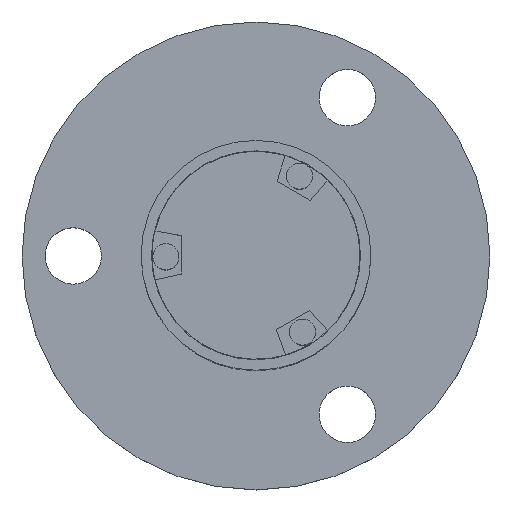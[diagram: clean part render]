
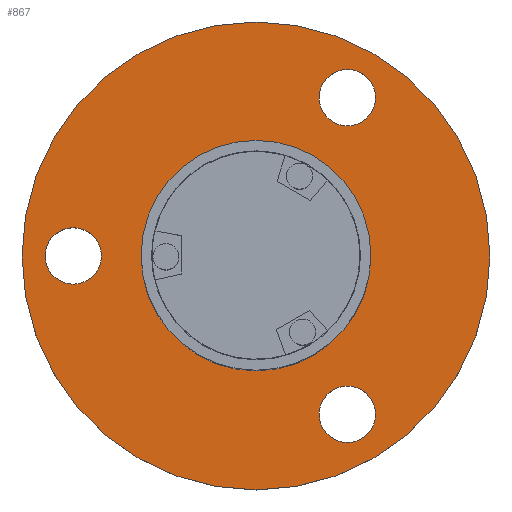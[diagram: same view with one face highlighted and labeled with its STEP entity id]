
A CAD part, top view. The second image highlights one B-rep face of the part: STEP entity #867.
In plain terms, the highlighted planar face has unit normal (0, 0, 1).
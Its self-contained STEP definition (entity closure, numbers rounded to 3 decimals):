
#1 = DIRECTION ( 'NONE',  ( -1., 0., 0. ) ) ;
#13 = EDGE_CURVE ( 'NONE', #1548, #531, #362, .T. ) ;
#65 = ORIENTED_EDGE ( 'NONE', *, *, #1642, .F. ) ;
#79 = DIRECTION ( 'NONE',  ( 0., 0., 1. ) ) ;
#80 = CIRCLE ( 'NONE', #1691, 2.7 ) ;
#99 = DIRECTION ( 'NONE',  ( -1., 0., 0. ) ) ;
#155 = EDGE_LOOP ( 'NONE', ( #703, #1833 ) ) ;
#224 = AXIS2_PLACEMENT_3D ( 'NONE', #1544, #699, #1683 ) ;
#260 = DIRECTION ( 'NONE',  ( 0., 0., 1. ) ) ;
#266 = CARTESIAN_POINT ( 'NONE',  ( -17.5, 0., 17. ) ) ;
#296 = VERTEX_POINT ( 'NONE', #1733 ) ;
#311 = ORIENTED_EDGE ( 'NONE', *, *, #965, .F. ) ;
#362 = CIRCLE ( 'NONE', #224, 11. ) ;
#371 = CIRCLE ( 'NONE', #1448, 2.7 ) ;
#389 = CIRCLE ( 'NONE', #1204, 2.7 ) ;
#406 = DIRECTION ( 'NONE',  ( -1., 0., 0. ) ) ;
#413 = DIRECTION ( 'NONE',  ( -1., 0., 0. ) ) ;
#426 = CARTESIAN_POINT ( 'NONE',  ( 11.45, 15.155, 17. ) ) ;
#433 = AXIS2_PLACEMENT_3D ( 'NONE', #1801, #950, #99 ) ;
#459 = EDGE_CURVE ( 'NONE', #531, #1548, #1492, .T. ) ;
#465 = EDGE_CURVE ( 'NONE', #1443, #1779, #1778, .T. ) ;
#513 = DIRECTION ( 'NONE',  ( 0., 0., -1. ) ) ;
#524 = AXIS2_PLACEMENT_3D ( 'NONE', #1373, #513, #1508 ) ;
#531 = VERTEX_POINT ( 'NONE', #1240 ) ;
#557 = EDGE_CURVE ( 'NONE', #1726, #296, #389, .T. ) ;
#574 = CIRCLE ( 'NONE', #1446, 22.4 ) ;
#599 = DIRECTION ( 'NONE',  ( 0., 0., 1. ) ) ;
#602 = EDGE_LOOP ( 'NONE', ( #1405, #1357 ) ) ;
#623 = CARTESIAN_POINT ( 'NONE',  ( 0., 0., 17. ) ) ;
#651 = VERTEX_POINT ( 'NONE', #972 ) ;
#653 = AXIS2_PLACEMENT_3D ( 'NONE', #1831, #1261, #413 ) ;
#685 = DIRECTION ( 'NONE',  ( 0., 0., -1. ) ) ;
#699 = DIRECTION ( 'NONE',  ( 0., 0., -1. ) ) ;
#703 = ORIENTED_EDGE ( 'NONE', *, *, #465, .F. ) ;
#767 = DIRECTION ( 'NONE',  ( -1., 0., 0. ) ) ;
#816 = EDGE_CURVE ( 'NONE', #1779, #1443, #371, .T. ) ;
#842 = CARTESIAN_POINT ( 'NONE',  ( -14.8, 0., 17. ) ) ;
#843 = DIRECTION ( 'NONE',  ( 0., 0., 1. ) ) ;
#867 = ADVANCED_FACE ( 'NONE', ( #1410, #1364, #1035, #1501, #990 ), #980, .F. ) ;
#893 = VERTEX_POINT ( 'NONE', #842 ) ;
#929 = CARTESIAN_POINT ( 'NONE',  ( 8.75, 15.155, 17. ) ) ;
#935 = ORIENTED_EDGE ( 'NONE', *, *, #557, .F. ) ;
#950 = DIRECTION ( 'NONE',  ( 0., 0., 1. ) ) ;
#965 = EDGE_CURVE ( 'NONE', #1080, #893, #1042, .T. ) ;
#972 = CARTESIAN_POINT ( 'NONE',  ( 22.4, 0., 17. ) ) ;
#980 = PLANE ( 'NONE',  #653 ) ;
#990 = FACE_OUTER_BOUND ( 'NONE', #602, .T. ) ;
#1009 = CARTESIAN_POINT ( 'NONE',  ( 11.45, -15.155, 17. ) ) ;
#1035 = FACE_BOUND ( 'NONE', #1646, .T. ) ;
#1042 = CIRCLE ( 'NONE', #1223, 2.7 ) ;
#1051 = CARTESIAN_POINT ( 'NONE',  ( -11., 0., 17. ) ) ;
#1060 = ORIENTED_EDGE ( 'NONE', *, *, #459, .T. ) ;
#1076 = DIRECTION ( 'NONE',  ( -1., 0., 0. ) ) ;
#1080 = VERTEX_POINT ( 'NONE', #1196 ) ;
#1110 = CARTESIAN_POINT ( 'NONE',  ( 8.75, -15.155, 17. ) ) ;
#1173 = ORIENTED_EDGE ( 'NONE', *, *, #1583, .F. ) ;
#1196 = CARTESIAN_POINT ( 'NONE',  ( -20.2, 0., 17. ) ) ;
#1204 = AXIS2_PLACEMENT_3D ( 'NONE', #1689, #843, #1 ) ;
#1222 = AXIS2_PLACEMENT_3D ( 'NONE', #929, #79, #1076 ) ;
#1223 = AXIS2_PLACEMENT_3D ( 'NONE', #1460, #599, #1601 ) ;
#1240 = CARTESIAN_POINT ( 'NONE',  ( 11., 0., 17. ) ) ;
#1249 = DIRECTION ( 'NONE',  ( -1., 0., 0. ) ) ;
#1255 = DIRECTION ( 'NONE',  ( 0., 0., 1. ) ) ;
#1261 = DIRECTION ( 'NONE',  ( 0., 0., -1. ) ) ;
#1264 = EDGE_CURVE ( 'NONE', #651, #1794, #1711, .T. ) ;
#1283 = CARTESIAN_POINT ( 'NONE',  ( -22.4, 0., 17. ) ) ;
#1357 = ORIENTED_EDGE ( 'NONE', *, *, #1264, .F. ) ;
#1364 = FACE_BOUND ( 'NONE', #155, .T. ) ;
#1370 = EDGE_LOOP ( 'NONE', ( #1173, #935 ) ) ;
#1373 = CARTESIAN_POINT ( 'NONE',  ( 0., 0., 17. ) ) ;
#1391 = EDGE_LOOP ( 'NONE', ( #1582, #1060 ) ) ;
#1393 = CARTESIAN_POINT ( 'NONE',  ( 6.05, -15.155, 17. ) ) ;
#1405 = ORIENTED_EDGE ( 'NONE', *, *, #1434, .F. ) ;
#1410 = FACE_BOUND ( 'NONE', #1370, .T. ) ;
#1434 = EDGE_CURVE ( 'NONE', #1794, #651, #574, .T. ) ;
#1443 = VERTEX_POINT ( 'NONE', #1393 ) ;
#1446 = AXIS2_PLACEMENT_3D ( 'NONE', #1528, #685, #1668 ) ;
#1448 = AXIS2_PLACEMENT_3D ( 'NONE', #1110, #260, #1249 ) ;
#1460 = CARTESIAN_POINT ( 'NONE',  ( -17.5, 0., 17. ) ) ;
#1492 = CIRCLE ( 'NONE', #524, 11. ) ;
#1501 = FACE_BOUND ( 'NONE', #1391, .T. ) ;
#1508 = DIRECTION ( 'NONE',  ( -1., 0., 0. ) ) ;
#1528 = CARTESIAN_POINT ( 'NONE',  ( 0., 0., 17. ) ) ;
#1544 = CARTESIAN_POINT ( 'NONE',  ( 0., 0., 17. ) ) ;
#1548 = VERTEX_POINT ( 'NONE', #1051 ) ;
#1582 = ORIENTED_EDGE ( 'NONE', *, *, #13, .T. ) ;
#1583 = EDGE_CURVE ( 'NONE', #296, #1726, #1826, .T. ) ;
#1601 = DIRECTION ( 'NONE',  ( -1., 0., 0. ) ) ;
#1624 = DIRECTION ( 'NONE',  ( 0., 0., -1. ) ) ;
#1642 = EDGE_CURVE ( 'NONE', #893, #1080, #80, .T. ) ;
#1646 = EDGE_LOOP ( 'NONE', ( #311, #65 ) ) ;
#1668 = DIRECTION ( 'NONE',  ( -1., 0., 0. ) ) ;
#1683 = DIRECTION ( 'NONE',  ( -1., 0., 0. ) ) ;
#1689 = CARTESIAN_POINT ( 'NONE',  ( 8.75, 15.155, 17. ) ) ;
#1691 = AXIS2_PLACEMENT_3D ( 'NONE', #266, #1255, #406 ) ;
#1711 = CIRCLE ( 'NONE', #1760, 22.4 ) ;
#1726 = VERTEX_POINT ( 'NONE', #426 ) ;
#1733 = CARTESIAN_POINT ( 'NONE',  ( 6.05, 15.155, 17. ) ) ;
#1760 = AXIS2_PLACEMENT_3D ( 'NONE', #623, #1624, #767 ) ;
#1778 = CIRCLE ( 'NONE', #433, 2.7 ) ;
#1779 = VERTEX_POINT ( 'NONE', #1009 ) ;
#1794 = VERTEX_POINT ( 'NONE', #1283 ) ;
#1801 = CARTESIAN_POINT ( 'NONE',  ( 8.75, -15.155, 17. ) ) ;
#1826 = CIRCLE ( 'NONE', #1222, 2.7 ) ;
#1831 = CARTESIAN_POINT ( 'NONE',  ( 0., 0., 17. ) ) ;
#1833 = ORIENTED_EDGE ( 'NONE', *, *, #816, .F. ) ;
